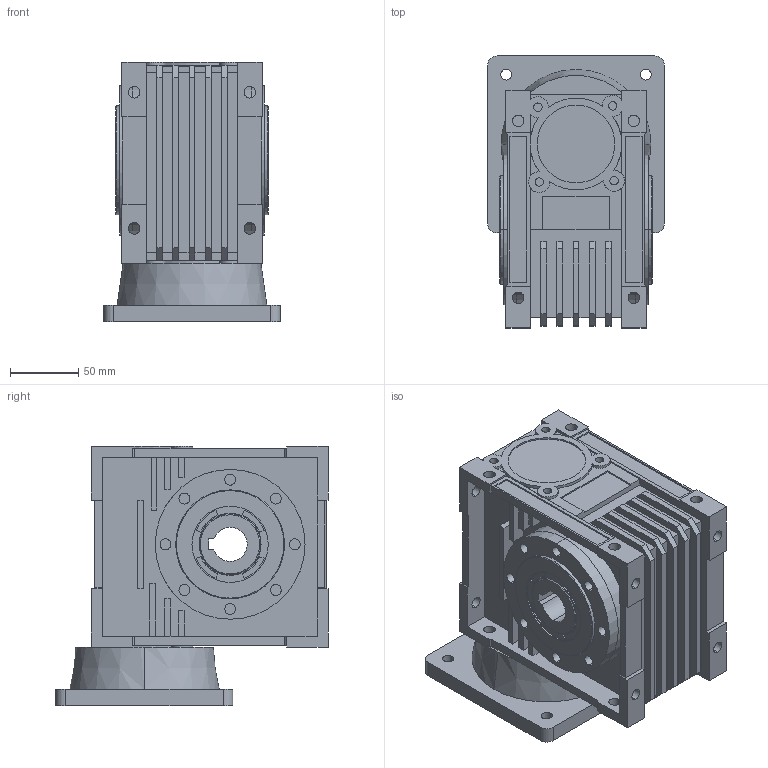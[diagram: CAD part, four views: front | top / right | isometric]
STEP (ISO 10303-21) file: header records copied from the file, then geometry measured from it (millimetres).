
FILE_DESCRIPTION (( 'STEP AP214' ), '1' );
FILE_NAME ('STP__1KW伺服_24_无_不配附件_空心轴.step', '2020-07-08T02:28:42', ( 'IT Division' ), ( 'IT' ), 'SwSTEP 2.0', 'SolidWorks 2016', '' );
FILE_SCHEMA (( 'AUTOMOTIVE_DESIGN' ));
Length unit declared in the file: millimetre
Products named in the file (1): STP__1KW伺服_24_无_不配附件_空心轴
Bounding box: 130 x 200 x 190.5 mm (x, y, z)
Volume: 2216722.5 mm3; surface area: 267114.8 mm2
Topology: 1 solids, 6 shells, 673 faces, 1706 edges, 1122 vertices
Faces by surface type: plane 441, cylinder 201, cone 17, torus 14
Entity records: 21594 total; most frequent: DIRECTION 3523, CARTESIAN_POINT 3508, ORIENTED_EDGE 3412, EDGE_CURVE 1706, LINE 1233, VECTOR 1233, AXIS2_PLACEMENT_3D 1145, VERTEX_POINT 1122
